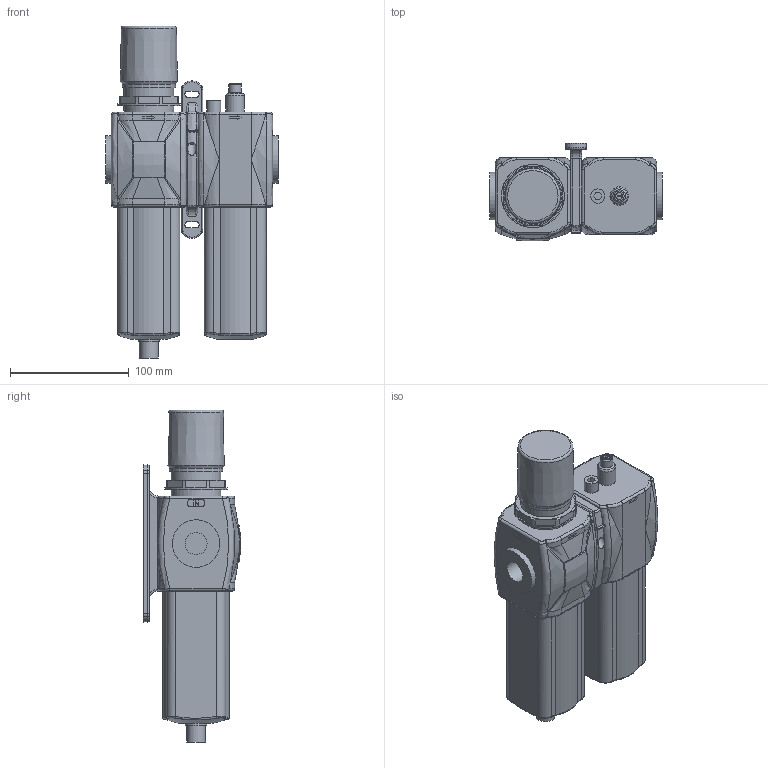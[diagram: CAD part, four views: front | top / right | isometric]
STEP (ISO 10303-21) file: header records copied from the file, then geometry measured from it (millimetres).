
FILE_DESCRIPTION(/* description */ ('Unknown'),/* implementation_level */ '2;1');
FILE_NAME(/* name */ 'GN173BH@',/* time_stamp */ '2018-10-16T08:53:51-04:00',/* author */ ('Unknown'),/* organization */ ('Unknown'),/* preprocessor_version */ 'ST-DEVELOPER v16.7',/* originating_system */ 'DEX',/* authorisation */ $);
FILE_SCHEMA (('AUTOMOTIVE_DESIGN {1 0 10303 214 3 1 1}'));
Length unit declared in the file: millimetre
Products named in the file (4): GN173BH@; #173BEM##; T173Y; #173BL#
Assembly tree (3 placements, depth 2):
  GN173BH@
    #173BEM##
    T173Y
    #173BL#
Bounding box: 145.7 x 82.16 x 279.65 mm (x, y, z)
Volume: 1414120 mm3; surface area: 134939.9 mm2
Topology: 4 solids, 4 shells, 508 faces, 1235 edges, 782 vertices
Faces by surface type: plane 219, cylinder 135, bspline 95, torus 42, cone 15, sphere 2
Full cylindrical faces by diameter (mm): 4.5 x1, 5.6 x1, 6 x1, 7.3 x1, 10.5 x1, 12 x2, 15.5 x1, 16 x1, 18 x1, 18.631 x4, 23.8 x2, 28.8 x2, 40 x5, 42 x2, 43 x1, 45 x1, 53 x1
Entity records: 20237 total; most frequent: CARTESIAN_POINT 6134, ORIENTED_EDGE 2372, DIRECTION 1956, EDGE_CURVE 1186, VERTEX_POINT 774, AXIS2_PLACEMENT_3D 688, EDGE_LOOP 602, FACE_BOUND 602
